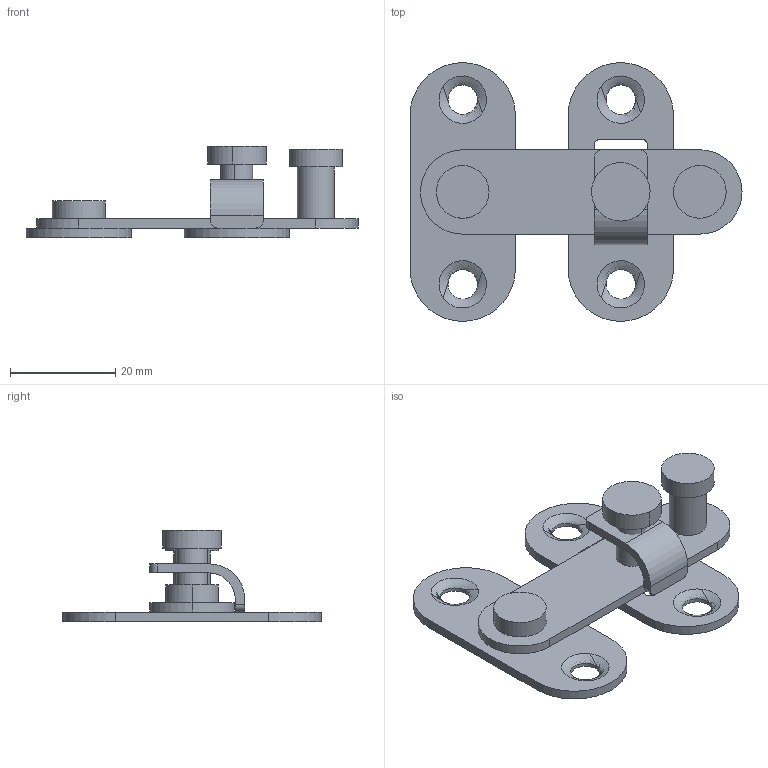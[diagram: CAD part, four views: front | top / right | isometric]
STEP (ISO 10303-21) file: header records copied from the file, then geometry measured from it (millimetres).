
FILE_DESCRIPTION (( 'STEP AP214' ), '1' );
FILE_NAME ('A495 Çàùåëêà, ïàç 8.STEP', '2021-06-17T09:55:14', ( '' ), ( '' ), 'SwSTEP 2.0', 'SolidWorks 2021', '' );
FILE_SCHEMA (( 'AUTOMOTIVE_DESIGN' ));
Length unit declared in the file: millimetre
Products named in the file (5): A495 Îòâåòíàÿ ïëàíêà_00; A495 扰樖錼膻嬅00; A495 鎔艜_00; A495 ч勷槂00; A495 Çàùåëêà, ïàç 8
Assembly tree (4 placements, depth 2):
  A495 Çàùåëêà, ïàç 8
    A495 扰樖錼膻嬅00
    A495 ч勷槂00
    A495 Îòâåòíàÿ ïëàíêà_00
    A495 鎔艜_00
Bounding box: 63 x 49.1 x 17.3 mm (x, y, z)
Volume: 6184.2 mm3; surface area: 7365.2 mm2
Topology: 4 solids, 4 shells, 83 faces, 206 edges, 136 vertices
Faces by surface type: cylinder 42, plane 33, bspline 8
Entity records: 2842 total; most frequent: CARTESIAN_POINT 544, DIRECTION 462, ORIENTED_EDGE 412, EDGE_CURVE 206, AXIS2_PLACEMENT_3D 182, VERTEX_POINT 136, EDGE_LOOP 102, CIRCLE 100
